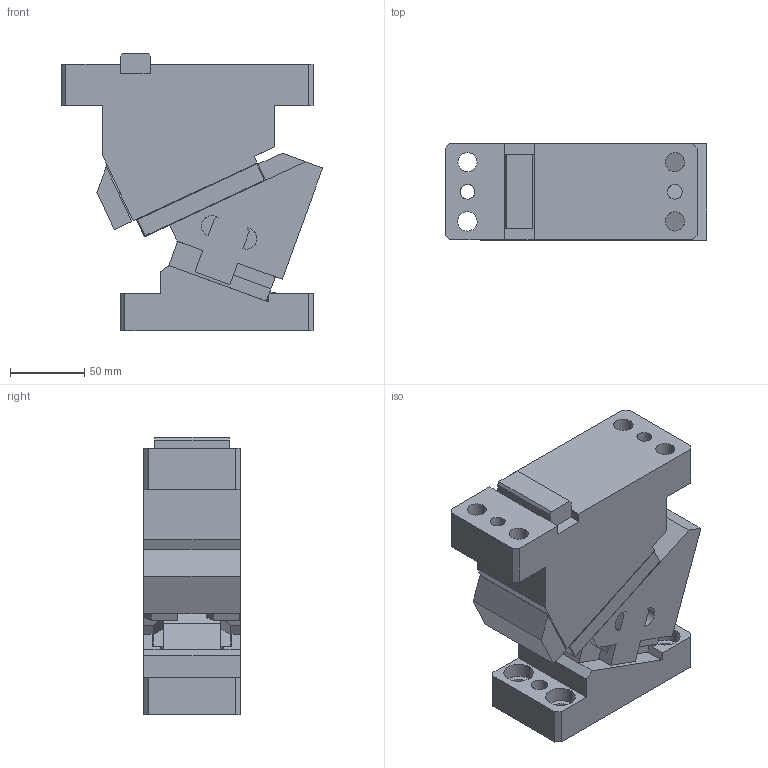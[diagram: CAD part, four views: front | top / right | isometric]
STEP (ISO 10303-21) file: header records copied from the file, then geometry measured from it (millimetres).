
FILE_DESCRIPTION(('CATIA V5 STEP Exchange'),'2;1');
FILE_NAME('CACC_65_20.stp','2015-04-21T10:38:23+00:00',('none'),('none'),'CATIA Version 5 Release 19 SP 2 (IN-10)','CATIA V5 STEP AP203','none');
FILE_SCHEMA(('CONFIG_CONTROL_DESIGN'));
Length unit declared in the file: millimetre
Products named in the file (1): CACC_65_20
Bounding box: 176.51 x 65 x 187.5 mm (x, y, z)
Volume: 1257605.8 mm3; surface area: 162680 mm2
Topology: 3 solids, 4 shells, 266 faces, 733 edges, 487 vertices
Faces by surface type: plane 202, cylinder 64
Entity records: 9617 total; most frequent: CARTESIAN_POINT 3113, ORIENTED_EDGE 1466, DIRECTION 1080, EDGE_CURVE 733, VECTOR 594, LINE 594, VERTEX_POINT 487, EDGE_LOOP 302
